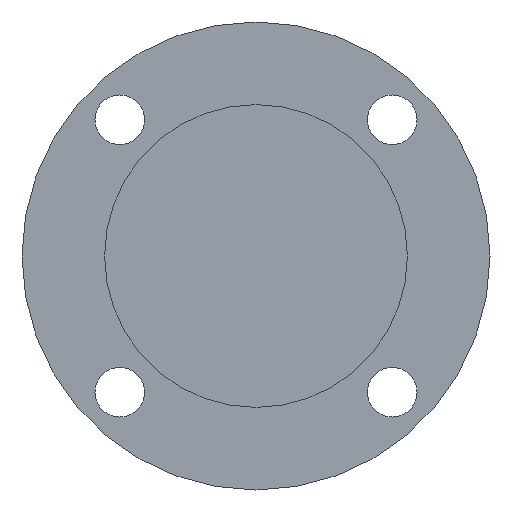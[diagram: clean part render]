
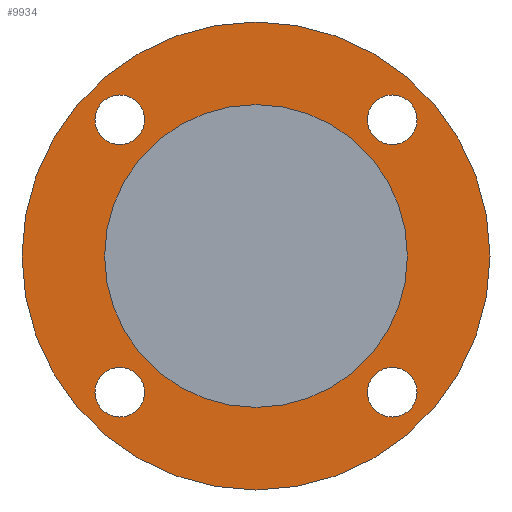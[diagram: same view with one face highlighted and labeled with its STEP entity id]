
A CAD part, left-side view. The second image highlights one B-rep face of the part: STEP entity #9934.
In plain terms, the highlighted planar face has unit normal (-1, 0, 0).
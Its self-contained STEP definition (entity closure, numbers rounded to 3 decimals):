
#136 = CIRCLE ( 'NONE', #6911, 9. ) ;
#293 = FACE_BOUND ( 'NONE', #3384, .T. ) ;
#452 = FACE_BOUND ( 'NONE', #5389, .T. ) ;
#828 = AXIS2_PLACEMENT_3D ( 'NONE', #15586, #4012, #4179 ) ;
#1471 = DIRECTION ( 'NONE',  ( 0., 0., 1. ) ) ;
#1639 = CARTESIAN_POINT ( 'NONE',  ( -40., -49.497, -49.497 ) ) ;
#1643 = EDGE_CURVE ( 'NONE', #8570, #8570, #15268, .T. ) ;
#2082 = AXIS2_PLACEMENT_3D ( 'NONE', #5369, #10512, #6987 ) ;
#2613 = AXIS2_PLACEMENT_3D ( 'NONE', #7266, #12573, #10100 ) ;
#3000 = DIRECTION ( 'NONE',  ( -1., 0., 0. ) ) ;
#3084 = DIRECTION ( 'NONE',  ( 0., 0., 1. ) ) ;
#3384 = EDGE_LOOP ( 'NONE', ( #6615 ) ) ;
#3708 = CARTESIAN_POINT ( 'NONE',  ( -40., 49.497, 58.497 ) ) ;
#3966 = CIRCLE ( 'NONE', #2613, 9. ) ;
#4012 = DIRECTION ( 'NONE',  ( -1., 0., 0. ) ) ;
#4179 = DIRECTION ( 'NONE',  ( 0., 0., 1. ) ) ;
#4183 = DIRECTION ( 'NONE',  ( 1., 0., 0. ) ) ;
#4496 = VERTEX_POINT ( 'NONE', #15955 ) ;
#5153 = CARTESIAN_POINT ( 'NONE',  ( -40., 49.497, 49.497 ) ) ;
#5369 = CARTESIAN_POINT ( 'NONE',  ( -40., 0., 0. ) ) ;
#5389 = EDGE_LOOP ( 'NONE', ( #11137 ) ) ;
#5463 = DIRECTION ( 'NONE',  ( 0., 0., 1. ) ) ;
#5826 = VERTEX_POINT ( 'NONE', #16120 ) ;
#6121 = EDGE_LOOP ( 'NONE', ( #14488 ) ) ;
#6615 = ORIENTED_EDGE ( 'NONE', *, *, #12380, .T. ) ;
#6645 = ORIENTED_EDGE ( 'NONE', *, *, #14005, .F. ) ;
#6911 = AXIS2_PLACEMENT_3D ( 'NONE', #5153, #11503, #14119 ) ;
#6987 = DIRECTION ( 'NONE',  ( 0., 0., 1. ) ) ;
#7111 = CIRCLE ( 'NONE', #14936, 9. ) ;
#7266 = CARTESIAN_POINT ( 'NONE',  ( -40., -49.497, 49.497 ) ) ;
#7649 = VERTEX_POINT ( 'NONE', #12799 ) ;
#7872 = EDGE_CURVE ( 'NONE', #7649, #7649, #11540, .T. ) ;
#7876 = ORIENTED_EDGE ( 'NONE', *, *, #7872, .T. ) ;
#7985 = AXIS2_PLACEMENT_3D ( 'NONE', #13064, #9241, #1471 ) ;
#8570 = VERTEX_POINT ( 'NONE', #11198 ) ;
#9241 = DIRECTION ( 'NONE',  ( 1., 0., 0. ) ) ;
#9934 = ADVANCED_FACE ( 'NONE', ( #13314, #10431, #293, #452, #10509, #10774 ), #10609, .T. ) ;
#10100 = DIRECTION ( 'NONE',  ( 0., 0., 1. ) ) ;
#10328 = AXIS2_PLACEMENT_3D ( 'NONE', #14701, #3000, #3084 ) ;
#10431 = FACE_BOUND ( 'NONE', #12968, .T. ) ;
#10509 = FACE_OUTER_BOUND ( 'NONE', #10560, .T. ) ;
#10512 = DIRECTION ( 'NONE',  ( -1., 0., 0. ) ) ;
#10560 = EDGE_LOOP ( 'NONE', ( #7876 ) ) ;
#10609 = PLANE ( 'NONE',  #828 ) ;
#10774 = FACE_BOUND ( 'NONE', #12098, .T. ) ;
#11137 = ORIENTED_EDGE ( 'NONE', *, *, #15557, .T. ) ;
#11198 = CARTESIAN_POINT ( 'NONE',  ( -40., 49.497, -40.497 ) ) ;
#11494 = VERTEX_POINT ( 'NONE', #15375 ) ;
#11503 = DIRECTION ( 'NONE',  ( 1., 0., 0. ) ) ;
#11540 = CIRCLE ( 'NONE', #2082, 85. ) ;
#12098 = EDGE_LOOP ( 'NONE', ( #6645 ) ) ;
#12380 = EDGE_CURVE ( 'NONE', #4496, #4496, #3966, .T. ) ;
#12573 = DIRECTION ( 'NONE',  ( 1., 0., 0. ) ) ;
#12799 = CARTESIAN_POINT ( 'NONE',  ( -40., 0., 85. ) ) ;
#12968 = EDGE_LOOP ( 'NONE', ( #15691 ) ) ;
#13064 = CARTESIAN_POINT ( 'NONE',  ( -40., 49.497, -49.497 ) ) ;
#13314 = FACE_BOUND ( 'NONE', #6121, .T. ) ;
#13328 = EDGE_CURVE ( 'NONE', #5826, #5826, #7111, .T. ) ;
#14005 = EDGE_CURVE ( 'NONE', #11494, #11494, #16243, .T. ) ;
#14119 = DIRECTION ( 'NONE',  ( 0., 0., 1. ) ) ;
#14206 = VERTEX_POINT ( 'NONE', #3708 ) ;
#14488 = ORIENTED_EDGE ( 'NONE', *, *, #1643, .T. ) ;
#14701 = CARTESIAN_POINT ( 'NONE',  ( -40., 0., 0. ) ) ;
#14936 = AXIS2_PLACEMENT_3D ( 'NONE', #1639, #4183, #5463 ) ;
#15268 = CIRCLE ( 'NONE', #7985, 9. ) ;
#15375 = CARTESIAN_POINT ( 'NONE',  ( -40., 0., 55. ) ) ;
#15557 = EDGE_CURVE ( 'NONE', #14206, #14206, #136, .T. ) ;
#15586 = CARTESIAN_POINT ( 'NONE',  ( -40., 0., 85. ) ) ;
#15691 = ORIENTED_EDGE ( 'NONE', *, *, #13328, .T. ) ;
#15955 = CARTESIAN_POINT ( 'NONE',  ( -40., -49.497, 58.497 ) ) ;
#16120 = CARTESIAN_POINT ( 'NONE',  ( -40., -49.497, -40.497 ) ) ;
#16243 = CIRCLE ( 'NONE', #10328, 55. ) ;
